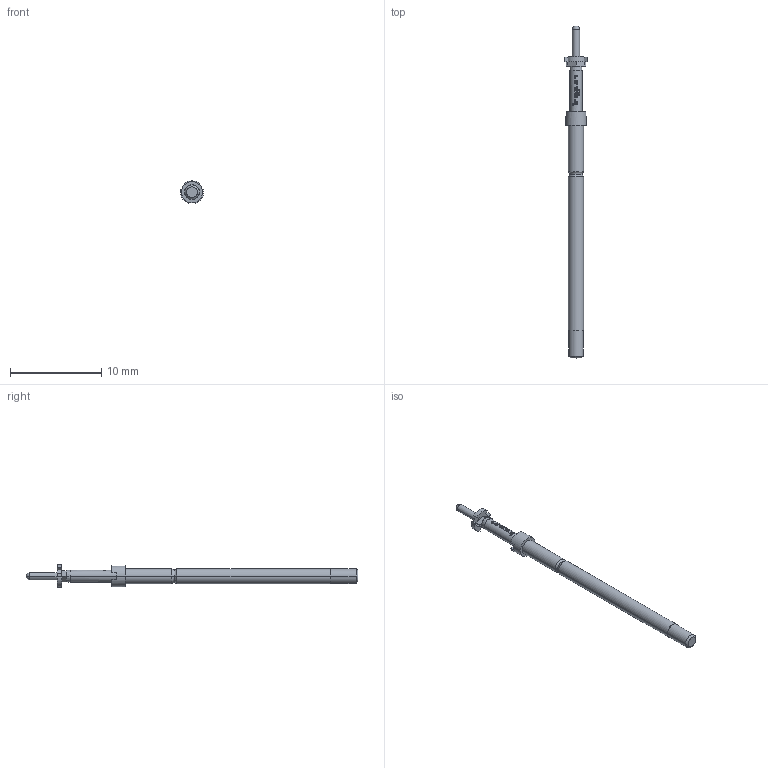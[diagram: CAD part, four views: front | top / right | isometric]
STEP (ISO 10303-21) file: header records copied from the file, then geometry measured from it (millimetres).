
FILE_DESCRIPTION (( 'STEP AP203' ), '1' );
FILE_NAME ('INGUN_T-912_305_080_340_250Axx02M.STEP', '2022-02-09T08:34:30', ( 'ochi' ), ( '' ), 'SwSTEP 2.0', 'SolidWorks 2018', '' );
FILE_SCHEMA (( 'CONFIG_CONTROL_DESIGN' ));
Length unit declared in the file: millimetre
Products named in the file (1): INGUN_T-912_305_080_340_250Axx02M
Bounding box: 2.5 x 36.4 x 2.45 mm (x, y, z)
Volume: 70.8 mm3; surface area: 193.6 mm2
Topology: 1 solids, 1 shells, 127 faces, 337 edges, 219 vertices
Faces by surface type: plane 73, bspline 22, cylinder 22, torus 4, cone 4, sphere 2
Entity records: 4242 total; most frequent: CARTESIAN_POINT 1178, ORIENTED_EDGE 666, DIRECTION 555, EDGE_CURVE 333, VERTEX_POINT 217, AXIS2_PLACEMENT_3D 202, VECTOR 151, LINE 151
